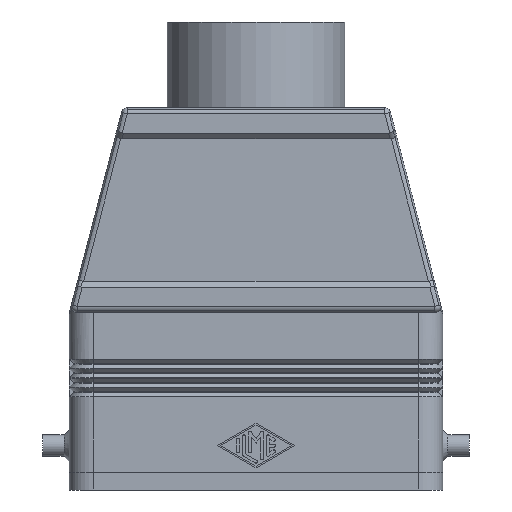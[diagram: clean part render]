
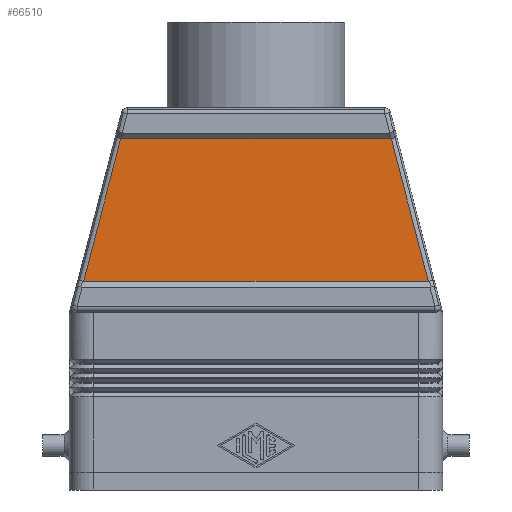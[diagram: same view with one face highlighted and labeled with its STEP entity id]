
A CAD part, front view. The second image highlights one B-rep face of the part: STEP entity #66510.
In plain terms, the highlighted planar face has unit normal (0, -1, 0).
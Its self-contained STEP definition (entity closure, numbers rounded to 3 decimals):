
#7540=CARTESIAN_POINT('',(-22.652,-17.,59.25));
#7550=VERTEX_POINT('',#7540);
#7580=CARTESIAN_POINT('',(-22.467,-17.,60.664));
#7590=DIRECTION('',(0.,-1.,0.));
#7600=DIRECTION('',(-0.252,0.,-0.968));
#7610=AXIS2_PLACEMENT_3D('',#7580,#7590,#7600);
#7620=ELLIPSE('',#7610,1.438,1.);
#7630=CARTESIAN_POINT('',(-22.83,-17.,59.273));
#7640=VERTEX_POINT('',#7630);
#7650=EDGE_CURVE('',#7640,#7550,#7620,.T.);
#13280=CARTESIAN_POINT('',(22.83,-17.,59.273));
#13290=VERTEX_POINT('',#13280);
#13320=CARTESIAN_POINT('',(22.467,-17.,60.664));
#13330=DIRECTION('',(0.,-1.,0.));
#13340=DIRECTION('',(0.252,0.,-0.968));
#13350=AXIS2_PLACEMENT_3D('',#13320,#13330,#13340);
#13360=ELLIPSE('',#13350,1.438,1.);
#13370=CARTESIAN_POINT('',(22.652,-17.,59.25));
#13380=VERTEX_POINT('',#13370);
#13390=EDGE_CURVE('',#13380,#13290,#13360,.T.);
#15080=CARTESIAN_POINT('',(29.097,-17.,35.25));
#15090=VERTEX_POINT('',#15080);
#15120=CARTESIAN_POINT('',(22.83,-17.,59.273));
#15130=DIRECTION('',(0.252,0.,-0.968));
#15140=VECTOR('',#15130,24.827);
#15150=LINE('',#15120,#15140);
#15160=EDGE_CURVE('',#13290,#15090,#15150,.T.);
#16060=CARTESIAN_POINT('',(-29.097,-17.,35.25));
#16070=DIRECTION('',(0.252,0.,0.968));
#16080=VECTOR('',#16070,24.827);
#16090=LINE('',#16060,#16080);
#16100=CARTESIAN_POINT('',(-29.097,-17.,35.25));
#16110=VERTEX_POINT('',#16100);
#16120=EDGE_CURVE('',#16110,#7640,#16090,.T.);
#66140=CARTESIAN_POINT('',(29.097,-17.,35.25));
#66150=DIRECTION('',(-1.,0.,0.));
#66160=VECTOR('',#66150,58.194);
#66170=LINE('',#66140,#66160);
#66180=EDGE_CURVE('',#15090,#16110,#66170,.T.);
#66330=CARTESIAN_POINT('',(0.,-17.,35.25));
#66340=DIRECTION('',(0.,1.,0.));
#66350=DIRECTION('',(0.,0.,1.));
#66360=AXIS2_PLACEMENT_3D('',#66330,#66340,#66350);
#66370=PLANE('',#66360);
#66380=ORIENTED_EDGE('',*,*,#66180,.F.);
#66390=ORIENTED_EDGE('',*,*,#16120,.F.);
#66400=ORIENTED_EDGE('',*,*,#7650,.F.);
#66410=CARTESIAN_POINT('',(22.652,-17.,59.25));
#66420=DIRECTION('',(-1.,0.,0.));
#66430=VECTOR('',#66420,45.303);
#66440=LINE('',#66410,#66430);
#66450=EDGE_CURVE('',#13380,#7550,#66440,.T.);
#66460=ORIENTED_EDGE('',*,*,#66450,.T.);
#66470=ORIENTED_EDGE('',*,*,#13390,.F.);
#66480=ORIENTED_EDGE('',*,*,#15160,.F.);
#66490=EDGE_LOOP('',(#66480,#66470,#66460,#66400,#66390,#66380));
#66500=FACE_OUTER_BOUND('',#66490,.T.);
#66510=ADVANCED_FACE('',(#66500),#66370,.F.);
